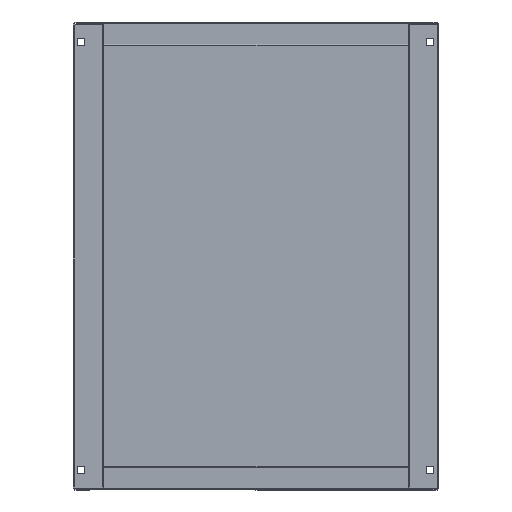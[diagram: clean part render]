
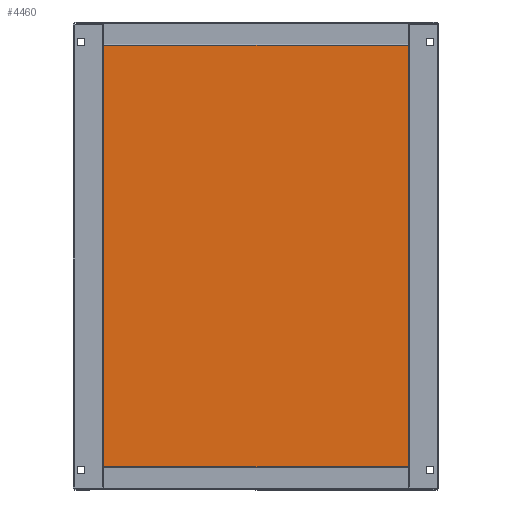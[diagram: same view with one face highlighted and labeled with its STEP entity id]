
A CAD part, top view. The second image highlights one B-rep face of the part: STEP entity #4460.
In plain terms, the highlighted planar face has unit normal (0, 0, 1).
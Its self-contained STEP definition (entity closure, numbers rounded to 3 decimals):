
#135 = EDGE_CURVE ( 'NONE', #2599, #2585, #1345, .T. ) ;
#136 = EDGE_CURVE ( 'NONE', #2553, #2599, #1350, .T. ) ;
#137 = EDGE_CURVE ( 'NONE', #2601, #2553, #1341, .T. ) ;
#138 = EDGE_CURVE ( 'NONE', #2585, #2601, #1339, .T. ) ;
#500 = FACE_OUTER_BOUND ( 'NONE', #2253, .T. ) ;
#761 = CARTESIAN_POINT ( 'NONE',  ( 195.49, -271.5, 1.5 ) ) ;
#763 = DIRECTION ( 'NONE',  ( 0., 1., 0. ) ) ;
#772 = DIRECTION ( 'NONE',  ( 1., 0., 0. ) ) ;
#777 = DIRECTION ( 'NONE',  ( 0., -1., 0. ) ) ;
#779 = CARTESIAN_POINT ( 'NONE',  ( -195.49, 271.5, 1.5 ) ) ;
#812 = DIRECTION ( 'NONE',  ( -1., 0., 0. ) ) ;
#815 = CARTESIAN_POINT ( 'NONE',  ( 195.49, 270.49, 1.5 ) ) ;
#911 = CARTESIAN_POINT ( 'NONE',  ( -195.49, -270.49, 1.5 ) ) ;
#1338 = VECTOR ( 'NONE', #812, 1000. ) ;
#1339 = LINE ( 'NONE', #815, #1338 ) ;
#1340 = VECTOR ( 'NONE', #777, 1000. ) ;
#1341 = LINE ( 'NONE', #779, #1340 ) ;
#1343 = VECTOR ( 'NONE', #772, 1000. ) ;
#1344 = VECTOR ( 'NONE', #763, 1000. ) ;
#1345 = LINE ( 'NONE', #761, #1344 ) ;
#1350 = LINE ( 'NONE', #911, #1343 ) ;
#2029 = ORIENTED_EDGE ( 'NONE', *, *, #137, .T. ) ;
#2030 = ORIENTED_EDGE ( 'NONE', *, *, #136, .T. ) ;
#2031 = ORIENTED_EDGE ( 'NONE', *, *, #135, .T. ) ;
#2033 = ORIENTED_EDGE ( 'NONE', *, *, #138, .T. ) ;
#2253 = EDGE_LOOP ( 'NONE', ( #2029, #2030, #2031, #2033 ) ) ;
#2553 = VERTEX_POINT ( 'NONE', #2937 ) ;
#2585 = VERTEX_POINT ( 'NONE', #2880 ) ;
#2599 = VERTEX_POINT ( 'NONE', #4406 ) ;
#2601 = VERTEX_POINT ( 'NONE', #4375 ) ;
#2880 = CARTESIAN_POINT ( 'NONE',  ( 195.49, 270.49, 1.5 ) ) ;
#2937 = CARTESIAN_POINT ( 'NONE',  ( -195.49, -270.49, 1.5 ) ) ;
#3332 = AXIS2_PLACEMENT_3D ( 'NONE', #4040, #4015, #4014 ) ;
#4014 = DIRECTION ( 'NONE',  ( 1., 0., 0. ) ) ;
#4015 = DIRECTION ( 'NONE',  ( 0., 0., 1. ) ) ;
#4040 = CARTESIAN_POINT ( 'NONE',  ( -195.5, -271.5, 1.5 ) ) ;
#4042 = PLANE ( 'NONE',  #3332 ) ;
#4375 = CARTESIAN_POINT ( 'NONE',  ( -195.49, 270.49, 1.5 ) ) ;
#4406 = CARTESIAN_POINT ( 'NONE',  ( 195.49, -270.49, 1.5 ) ) ;
#4460 = ADVANCED_FACE ( 'NONE', ( #500 ), #4042, .T. ) ;
